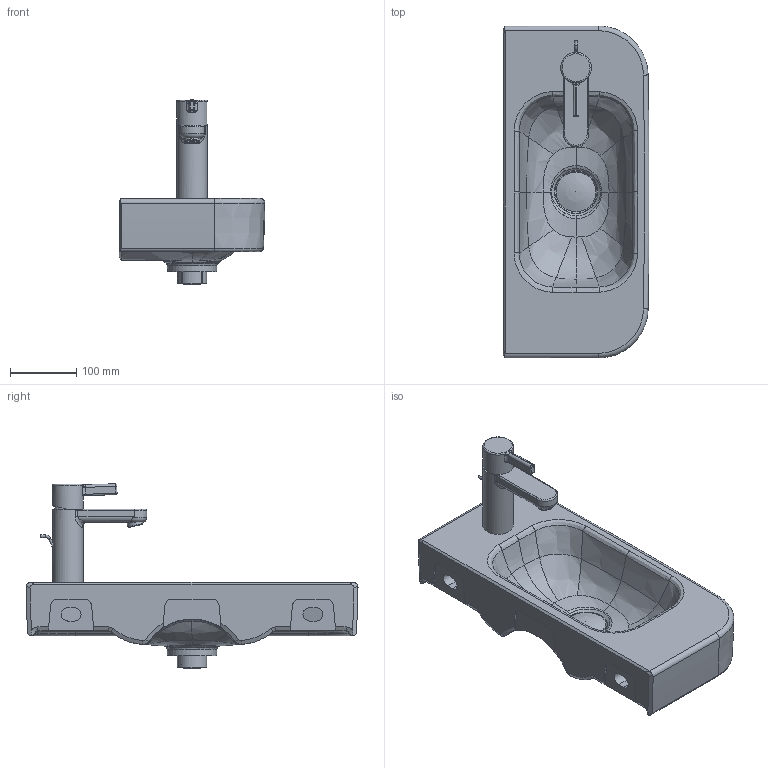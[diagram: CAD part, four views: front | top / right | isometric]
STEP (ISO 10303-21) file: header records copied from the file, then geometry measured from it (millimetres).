
FILE_DESCRIPTION((''),'2;1');
FILE_NAME('071150.stp','2013-10-15T09:57:43',('Administrator'),(''),'Autodesk Inventor 2011','Autodesk Inventor 2011','');
FILE_SCHEMA(('CONFIG_CONTROL_DESIGN'));
Length unit declared in the file: millimetre
Products named in the file (10): 071150; Kelch; Stopfen; Armatur Waschtisch; Fassung Sieb; Griff; Gehäuse; Hebel_Ventil; Gleitring
Assembly tree (9 placements, depth 3):
  071150
    071150
    Kelch
    Stopfen
    Armatur Waschtisch
      Fassung Sieb
      Griff
      Gehäuse
      Hebel_Ventil
      Gleitring
Bounding box: 219.73 x 499.76 x 277.61 mm (x, y, z)
Volume: 4523490.1 mm3; surface area: 479552.2 mm2
Topology: 7 solids, 9 shells, 382 faces, 950 edges, 577 vertices
Faces by surface type: bspline 156, plane 94, cylinder 86, torus 28, cone 15, sphere 3
Full cylindrical faces by diameter (mm): 4 x2, 20.15 x1, 21.15 x1, 23.15 x1, 35 x2, 42 x1, 44 x1, 46 x2, 48.313 x1, 60 x1
Entity records: 32339 total; most frequent: CARTESIAN_POINT 23942, ORIENTED_EDGE 1800, DIRECTION 1383, EDGE_CURVE 902, VERTEX_POINT 564, AXIS2_PLACEMENT_3D 545, EDGE_LOOP 442, FACE_OUTER_BOUND 381
